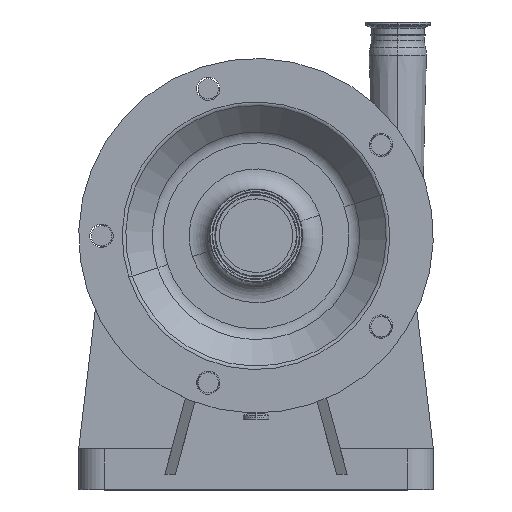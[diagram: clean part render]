
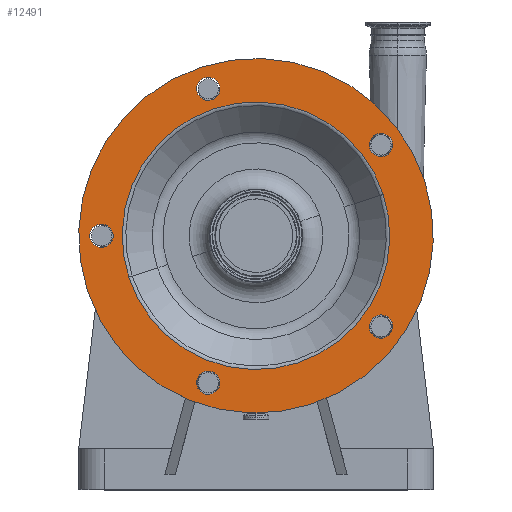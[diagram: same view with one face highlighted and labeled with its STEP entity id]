
A CAD part, top view. The second image highlights one B-rep face of the part: STEP entity #12491.
In plain terms, the highlighted planar face has unit normal (0, 0, 1).
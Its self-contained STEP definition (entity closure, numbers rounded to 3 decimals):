
#38 = DIRECTION ( 'NONE',  ( 0., 0., 1. ) ) ;
#123 = ORIENTED_EDGE ( 'NONE', *, *, #7722, .F. ) ;
#159 = EDGE_LOOP ( 'NONE', ( #495, #699 ) ) ;
#495 = ORIENTED_EDGE ( 'NONE', *, *, #7843, .F. ) ;
#525 = DIRECTION ( 'NONE',  ( 0., 0., -1. ) ) ;
#680 = CARTESIAN_POINT ( 'NONE',  ( -47.125, -145.036, 289.5 ) ) ;
#699 = ORIENTED_EDGE ( 'NONE', *, *, #7723, .F. ) ;
#703 = CARTESIAN_POINT ( 'NONE',  ( -47.125, -145.036, 289.5 ) ) ;
#943 = AXIS2_PLACEMENT_3D ( 'NONE', #1486, #4949, #12670 ) ;
#1080 = DIRECTION ( 'NONE',  ( 0., 0., -1. ) ) ;
#1372 = VERTEX_POINT ( 'NONE', #14352 ) ;
#1405 = VERTEX_POINT ( 'NONE', #10161 ) ;
#1486 = CARTESIAN_POINT ( 'NONE',  ( -54.078, 166.435, 289.5 ) ) ;
#1555 = VERTEX_POINT ( 'NONE', #9340 ) ;
#1588 = CARTESIAN_POINT ( 'NONE',  ( -152.5, 0., 289.5 ) ) ;
#1847 = DIRECTION ( 'NONE',  ( 0.951, 0.309, 0. ) ) ;
#1875 = DIRECTION ( 'NONE',  ( 0.951, 0.309, 0. ) ) ;
#2018 = AXIS2_PLACEMENT_3D ( 'NONE', #11555, #4936, #12651 ) ;
#2141 = CARTESIAN_POINT ( 'NONE',  ( 123.375, 89.637, 289.5 ) ) ;
#2197 = AXIS2_PLACEMENT_3D ( 'NONE', #6902, #38, #8036 ) ;
#2502 = FACE_BOUND ( 'NONE', #159, .T. ) ;
#2518 = FACE_BOUND ( 'NONE', #8777, .T. ) ;
#2533 = FACE_BOUND ( 'NONE', #11738, .T. ) ;
#2549 = FACE_BOUND ( 'NONE', #9987, .T. ) ;
#2561 = FACE_BOUND ( 'NONE', #11157, .T. ) ;
#2621 = FACE_BOUND ( 'NONE', #3081, .T. ) ;
#2647 = AXIS2_PLACEMENT_3D ( 'NONE', #7900, #1080, #9022 ) ;
#2653 = FACE_OUTER_BOUND ( 'NONE', #12237, .T. ) ;
#2743 = DIRECTION ( 'NONE',  ( 0.951, 0.309, 0. ) ) ;
#2901 = CARTESIAN_POINT ( 'NONE',  ( -152.5, 0., 289.5 ) ) ;
#2968 = AXIS2_PLACEMENT_3D ( 'NONE', #3397, #11204, #4571 ) ;
#3046 = CARTESIAN_POINT ( 'NONE',  ( -58.062, -148.59, 289.5 ) ) ;
#3081 = EDGE_LOOP ( 'NONE', ( #9389, #9564 ) ) ;
#3177 = AXIS2_PLACEMENT_3D ( 'NONE', #6682, #14291, #7795 ) ;
#3234 = CARTESIAN_POINT ( 'NONE',  ( 0., 0., 289.5 ) ) ;
#3309 = DIRECTION ( 'NONE',  ( 0.951, 0.309, 0. ) ) ;
#3367 = AXIS2_PLACEMENT_3D ( 'NONE', #2141, #10049, #3309 ) ;
#3397 = CARTESIAN_POINT ( 'NONE',  ( -47.125, 145.036, 289.5 ) ) ;
#3793 = CARTESIAN_POINT ( 'NONE',  ( -58.062, 141.482, 289.5 ) ) ;
#4057 = AXIS2_PLACEMENT_3D ( 'NONE', #680, #8656, #1847 ) ;
#4095 = DIRECTION ( 'NONE',  ( 0.951, 0.309, 0. ) ) ;
#4125 = CARTESIAN_POINT ( 'NONE',  ( 0., 0., 289.5 ) ) ;
#4424 = DIRECTION ( 'NONE',  ( -0.951, -0.309, 0. ) ) ;
#4571 = DIRECTION ( 'NONE',  ( 0.951, 0.309, 0. ) ) ;
#4575 = CARTESIAN_POINT ( 'NONE',  ( 123.375, 89.637, 289.5 ) ) ;
#4631 = AXIS2_PLACEMENT_3D ( 'NONE', #2901, #10744, #4095 ) ;
#4896 = CIRCLE ( 'NONE', #6937, 132.071 ) ;
#4936 = DIRECTION ( 'NONE',  ( 0., 0., 1. ) ) ;
#4949 = DIRECTION ( 'NONE',  ( 0., 0., -1. ) ) ;
#5050 = CARTESIAN_POINT ( 'NONE',  ( -36.188, 148.59, 289.5 ) ) ;
#5161 = AXIS2_PLACEMENT_3D ( 'NONE', #7373, #525, #8502 ) ;
#5185 = AXIS2_PLACEMENT_3D ( 'NONE', #1588, #9538, #2743 ) ;
#5241 = CARTESIAN_POINT ( 'NONE',  ( 166.435, 54.078, 289.5 ) ) ;
#5246 = DIRECTION ( 'NONE',  ( -0.951, -0.309, 0. ) ) ;
#5550 = CARTESIAN_POINT ( 'NONE',  ( 134.312, 93.191, 289.5 ) ) ;
#5686 = DIRECTION ( 'NONE',  ( 0.951, 0.309, 0. ) ) ;
#6177 = CARTESIAN_POINT ( 'NONE',  ( -163.437, -3.554, 289.5 ) ) ;
#6682 = CARTESIAN_POINT ( 'NONE',  ( 123.375, -89.637, 289.5 ) ) ;
#6778 = AXIS2_PLACEMENT_3D ( 'NONE', #4575, #12292, #5686 ) ;
#6813 = VERTEX_POINT ( 'NONE', #3793 ) ;
#6902 = CARTESIAN_POINT ( 'NONE',  ( -47.125, 145.036, 289.5 ) ) ;
#6937 = AXIS2_PLACEMENT_3D ( 'NONE', #4125, #11856, #5246 ) ;
#7373 = CARTESIAN_POINT ( 'NONE',  ( 0., 0., 289.5 ) ) ;
#7439 = EDGE_CURVE ( 'NONE', #8645, #9845, #13947, .T. ) ;
#7506 = EDGE_CURVE ( 'NONE', #1372, #1555, #13744, .T. ) ;
#7530 = EDGE_CURVE ( 'NONE', #9845, #8645, #13683, .T. ) ;
#7555 = EDGE_CURVE ( 'NONE', #8015, #13876, #13585, .T. ) ;
#7676 = EDGE_CURVE ( 'NONE', #1405, #13185, #13280, .T. ) ;
#7678 = EDGE_CURVE ( 'NONE', #7689, #13787, #13322, .T. ) ;
#7689 = VERTEX_POINT ( 'NONE', #5550 ) ;
#7722 = EDGE_CURVE ( 'NONE', #10117, #12818, #13197, .T. ) ;
#7723 = EDGE_CURVE ( 'NONE', #6813, #8635, #13114, .T. ) ;
#7795 = DIRECTION ( 'NONE',  ( 0.951, 0.309, 0. ) ) ;
#7843 = EDGE_CURVE ( 'NONE', #8635, #6813, #12975, .T. ) ;
#7876 = CIRCLE ( 'NONE', #11873, 175. ) ;
#7900 = CARTESIAN_POINT ( 'NONE',  ( 0., 0., 289.5 ) ) ;
#8015 = VERTEX_POINT ( 'NONE', #11605 ) ;
#8036 = DIRECTION ( 'NONE',  ( 0.951, 0.309, 0. ) ) ;
#8299 = PLANE ( 'NONE',  #943 ) ;
#8502 = DIRECTION ( 'NONE',  ( -0.951, -0.309, 0. ) ) ;
#8542 = EDGE_CURVE ( 'NONE', #13787, #7689, #11603, .T. ) ;
#8635 = VERTEX_POINT ( 'NONE', #5050 ) ;
#8645 = VERTEX_POINT ( 'NONE', #6177 ) ;
#8656 = DIRECTION ( 'NONE',  ( 0., 0., 1. ) ) ;
#8677 = DIRECTION ( 'NONE',  ( 0., 0., 1. ) ) ;
#8777 = EDGE_LOOP ( 'NONE', ( #12909, #13572 ) ) ;
#9006 = EDGE_CURVE ( 'NONE', #13185, #1405, #10412, .T. ) ;
#9022 = DIRECTION ( 'NONE',  ( -0.951, -0.309, 0. ) ) ;
#9156 = EDGE_CURVE ( 'NONE', #13876, #8015, #10181, .T. ) ;
#9340 = CARTESIAN_POINT ( 'NONE',  ( -125.607, -40.812, 289.5 ) ) ;
#9389 = ORIENTED_EDGE ( 'NONE', *, *, #7530, .F. ) ;
#9538 = DIRECTION ( 'NONE',  ( 0., 0., 1. ) ) ;
#9564 = ORIENTED_EDGE ( 'NONE', *, *, #7439, .F. ) ;
#9633 = CARTESIAN_POINT ( 'NONE',  ( 112.438, 86.084, 289.5 ) ) ;
#9845 = VERTEX_POINT ( 'NONE', #12569 ) ;
#9918 = ORIENTED_EDGE ( 'NONE', *, *, #7555, .F. ) ;
#9987 = EDGE_LOOP ( 'NONE', ( #10910, #11389 ) ) ;
#10049 = DIRECTION ( 'NONE',  ( 0., 0., 1. ) ) ;
#10091 = CARTESIAN_POINT ( 'NONE',  ( -166.435, -54.078, 289.5 ) ) ;
#10117 = VERTEX_POINT ( 'NONE', #5241 ) ;
#10161 = CARTESIAN_POINT ( 'NONE',  ( 134.312, -86.084, 289.5 ) ) ;
#10181 = CIRCLE ( 'NONE', #14351, 11.5 ) ;
#10248 = EDGE_CURVE ( 'NONE', #12818, #10117, #7876, .T. ) ;
#10395 = ORIENTED_EDGE ( 'NONE', *, *, #9156, .F. ) ;
#10412 = CIRCLE ( 'NONE', #2018, 11.5 ) ;
#10744 = DIRECTION ( 'NONE',  ( 0., 0., 1. ) ) ;
#10910 = ORIENTED_EDGE ( 'NONE', *, *, #7676, .F. ) ;
#11062 = DIRECTION ( 'NONE',  ( 0., 0., -1. ) ) ;
#11157 = EDGE_LOOP ( 'NONE', ( #9918, #10395 ) ) ;
#11204 = DIRECTION ( 'NONE',  ( 0., 0., 1. ) ) ;
#11389 = ORIENTED_EDGE ( 'NONE', *, *, #9006, .F. ) ;
#11492 = EDGE_CURVE ( 'NONE', #1555, #1372, #4896, .T. ) ;
#11555 = CARTESIAN_POINT ( 'NONE',  ( 123.375, -89.637, 289.5 ) ) ;
#11603 = CIRCLE ( 'NONE', #6778, 11.5 ) ;
#11605 = CARTESIAN_POINT ( 'NONE',  ( -36.188, -141.482, 289.5 ) ) ;
#11738 = EDGE_LOOP ( 'NONE', ( #11910, #12393 ) ) ;
#11856 = DIRECTION ( 'NONE',  ( 0., 0., -1. ) ) ;
#11873 = AXIS2_PLACEMENT_3D ( 'NONE', #3234, #11062, #4424 ) ;
#11910 = ORIENTED_EDGE ( 'NONE', *, *, #7678, .F. ) ;
#12237 = EDGE_LOOP ( 'NONE', ( #13754, #123 ) ) ;
#12292 = DIRECTION ( 'NONE',  ( 0., 0., 1. ) ) ;
#12393 = ORIENTED_EDGE ( 'NONE', *, *, #8542, .F. ) ;
#12491 = ADVANCED_FACE ( 'NONE', ( #2621, #2561, #2549, #2533, #2518, #2653, #2502 ), #8299, .F. ) ;
#12569 = CARTESIAN_POINT ( 'NONE',  ( -141.563, 3.554, 289.5 ) ) ;
#12651 = DIRECTION ( 'NONE',  ( 0.951, 0.309, 0. ) ) ;
#12670 = DIRECTION ( 'NONE',  ( -0.951, -0.309, 0. ) ) ;
#12689 = CARTESIAN_POINT ( 'NONE',  ( 112.438, -93.191, 289.5 ) ) ;
#12818 = VERTEX_POINT ( 'NONE', #10091 ) ;
#12909 = ORIENTED_EDGE ( 'NONE', *, *, #11492, .T. ) ;
#12975 = CIRCLE ( 'NONE', #2197, 11.5 ) ;
#13114 = CIRCLE ( 'NONE', #2968, 11.5 ) ;
#13185 = VERTEX_POINT ( 'NONE', #12689 ) ;
#13197 = CIRCLE ( 'NONE', #2647, 175. ) ;
#13280 = CIRCLE ( 'NONE', #3177, 11.5 ) ;
#13322 = CIRCLE ( 'NONE', #3367, 11.5 ) ;
#13572 = ORIENTED_EDGE ( 'NONE', *, *, #7506, .T. ) ;
#13585 = CIRCLE ( 'NONE', #4057, 11.5 ) ;
#13683 = CIRCLE ( 'NONE', #4631, 11.5 ) ;
#13744 = CIRCLE ( 'NONE', #5161, 132.071 ) ;
#13754 = ORIENTED_EDGE ( 'NONE', *, *, #10248, .F. ) ;
#13787 = VERTEX_POINT ( 'NONE', #9633 ) ;
#13876 = VERTEX_POINT ( 'NONE', #3046 ) ;
#13947 = CIRCLE ( 'NONE', #5185, 11.5 ) ;
#14291 = DIRECTION ( 'NONE',  ( 0., 0., 1. ) ) ;
#14351 = AXIS2_PLACEMENT_3D ( 'NONE', #703, #8677, #1875 ) ;
#14352 = CARTESIAN_POINT ( 'NONE',  ( 125.607, 40.812, 289.5 ) ) ;
